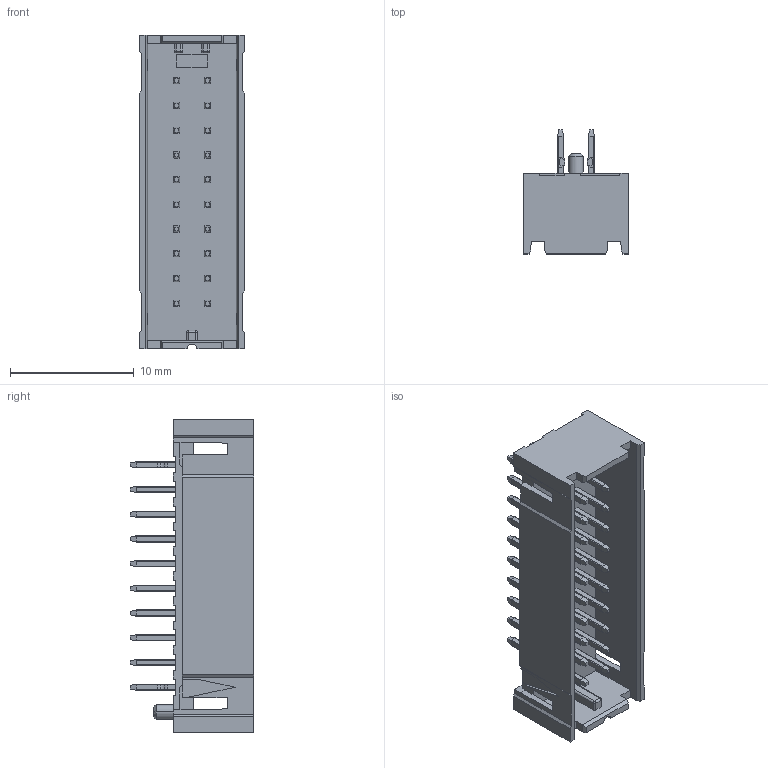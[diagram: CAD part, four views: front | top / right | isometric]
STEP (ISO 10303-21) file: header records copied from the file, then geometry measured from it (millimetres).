
FILE_DESCRIPTION( ('This file contains a STEP AP42 implementation' ,'as created by ZW3D STEP Interface translator.') ,'2;1' );
FILE_NAME( 'WF2015-2WS10GT1.stp' ,'24 527.1410 2', (''), ('ZWCAD Software Co.'), 'Version 1.0', 'ZW3D to STEP translator', '' );
FILE_SCHEMA(('AUTOMOTIVE_DESIGN { 1 0 10303 214 1 1 1 1 }'));
Length unit declared in the file: millimetre
Products named in the file (2): 0; WF2015-2WS10GT1
Bounding box: 8.5 x 10 x 25.4 mm (x, y, z)
Volume: 502.9 mm3; surface area: 1492 mm2
Topology: 1 solids, 1 shells, 885 faces, 2374 edges, 1530 vertices
Faces by surface type: plane 601, cylinder 228, torus 48, sphere 6, cone 2
Entity records: 28633 total; most frequent: CARTESIAN_POINT 5270, ORIENTED_EDGE 4748, DIRECTION 4524, EDGE_CURVE 2374, VECTOR 1676, LINE 1676, VERTEX_POINT 1530, AXIS2_PLACEMENT_3D 1424
